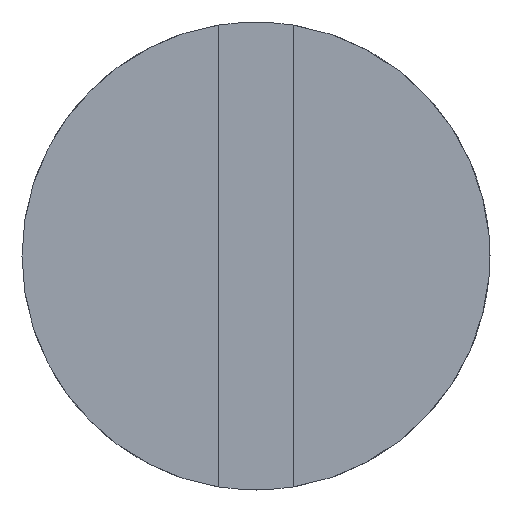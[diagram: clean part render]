
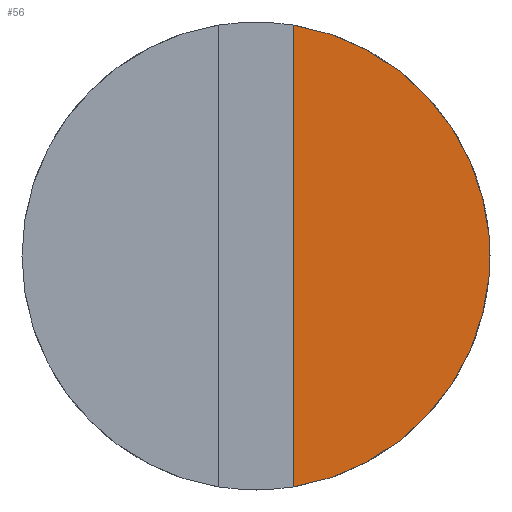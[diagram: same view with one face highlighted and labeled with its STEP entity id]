
A CAD part, left-side view. The second image highlights one B-rep face of the part: STEP entity #56.
In plain terms, the highlighted planar face has unit normal (-1, 0, 0).
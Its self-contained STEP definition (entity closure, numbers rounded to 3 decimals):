
#56=ADVANCED_FACE('',(#151),#153,.T.);
#151=FACE_BOUND('',#152,.T.);
#152=EDGE_LOOP('',(#229,#230));
#153=PLANE('',#154);
#154=AXIS2_PLACEMENT_3D('',#155,#156,#157);
#155=CARTESIAN_POINT('',(-3.9,0.,0.));
#156=DIRECTION('',(-1.,0.,0.));
#157=DIRECTION('',(0.,1.,0.));
#229=ORIENTED_EDGE('',*,*,#263,.T.);
#230=ORIENTED_EDGE('',*,*,#264,.F.);
#263=EDGE_CURVE('',#280,#281,#282,.F.);
#264=EDGE_CURVE('',#280,#281,#283,.T.);
#280=VERTEX_POINT('',#310);
#281=VERTEX_POINT('',#311);
#282=LINE('',#312,#313);
#283=CIRCLE('',#315,5.);
#310=CARTESIAN_POINT('',(-3.9,-0.8,4.936));
#311=CARTESIAN_POINT('',(-3.9,-0.8,-4.936));
#312=CARTESIAN_POINT('',(-3.9,-0.8,-4.936));
#313=VECTOR('',#314,1.);
#314=DIRECTION('',(0.,0.,1.));
#315=AXIS2_PLACEMENT_3D('',#316,#317,#318);
#316=CARTESIAN_POINT('',(-3.9,0.,0.));
#317=DIRECTION('',(1.,0.,0.));
#318=DIRECTION('',(0.,-0.16,0.987));
